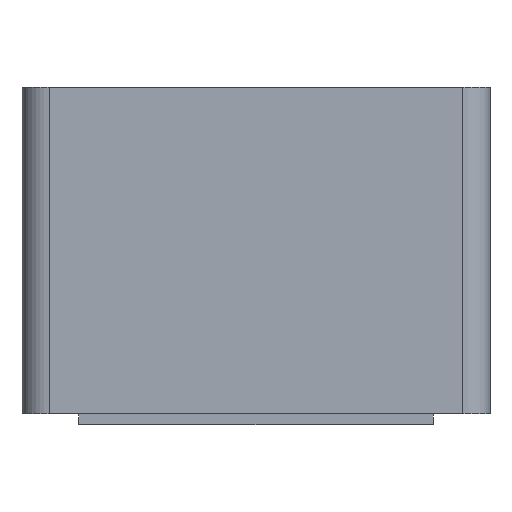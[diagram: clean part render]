
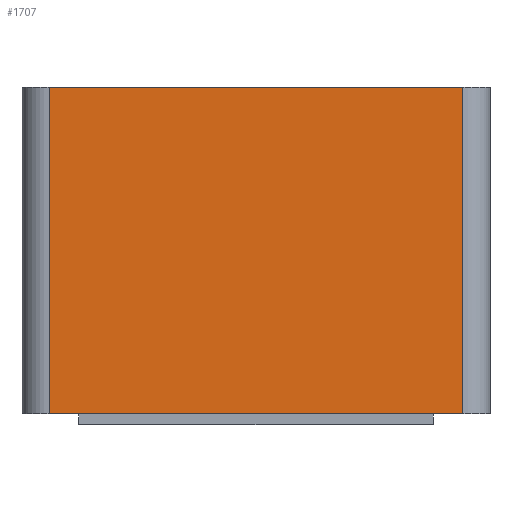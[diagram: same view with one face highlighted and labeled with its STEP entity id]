
A CAD part, left-side view. The second image highlights one B-rep face of the part: STEP entity #1707.
In plain terms, the highlighted planar face has unit normal (-1, 0, 0).
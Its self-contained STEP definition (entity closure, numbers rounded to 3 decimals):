
#422 = EDGE_CURVE('',#423,#425,#427,.T.);
#423 = VERTEX_POINT('',#424);
#424 = CARTESIAN_POINT('',(-2.15,1.9,3.15));
#425 = VERTEX_POINT('',#426);
#426 = CARTESIAN_POINT('',(-2.15,-1.9,3.15));
#427 = LINE('',#428,#429);
#428 = CARTESIAN_POINT('',(-2.15,0.,3.15));
#429 = VECTOR('',#430,1.);
#430 = DIRECTION('',(0.,-1.,0.));
#1707 = ADVANCED_FACE('',(#1708),#1733,.F.);
#1708 = FACE_BOUND('',#1709,.T.);
#1709 = EDGE_LOOP('',(#1710,#1718,#1719,#1727));
#1710 = ORIENTED_EDGE('',*,*,#1711,.F.);
#1711 = EDGE_CURVE('',#425,#1712,#1714,.T.);
#1712 = VERTEX_POINT('',#1713);
#1713 = CARTESIAN_POINT('',(-2.15,-1.9,0.15));
#1714 = LINE('',#1715,#1716);
#1715 = CARTESIAN_POINT('',(-2.15,-1.9,3.15));
#1716 = VECTOR('',#1717,1.);
#1717 = DIRECTION('',(0.,0.,-1.));
#1718 = ORIENTED_EDGE('',*,*,#422,.F.);
#1719 = ORIENTED_EDGE('',*,*,#1720,.F.);
#1720 = EDGE_CURVE('',#1721,#423,#1723,.T.);
#1721 = VERTEX_POINT('',#1722);
#1722 = CARTESIAN_POINT('',(-2.15,1.9,0.15));
#1723 = LINE('',#1724,#1725);
#1724 = CARTESIAN_POINT('',(-2.15,1.9,3.15));
#1725 = VECTOR('',#1726,1.);
#1726 = DIRECTION('',(0.,0.,1.));
#1727 = ORIENTED_EDGE('',*,*,#1728,.F.);
#1728 = EDGE_CURVE('',#1712,#1721,#1729,.T.);
#1729 = LINE('',#1730,#1731);
#1730 = CARTESIAN_POINT('',(-2.15,-2.15,0.15));
#1731 = VECTOR('',#1732,1.);
#1732 = DIRECTION('',(0.,1.,0.));
#1733 = PLANE('',#1734);
#1734 = AXIS2_PLACEMENT_3D('',#1735,#1736,#1737);
#1735 = CARTESIAN_POINT('',(-2.15,-2.15,3.15));
#1736 = DIRECTION('',(1.,0.,0.));
#1737 = DIRECTION('',(0.,1.,0.));
